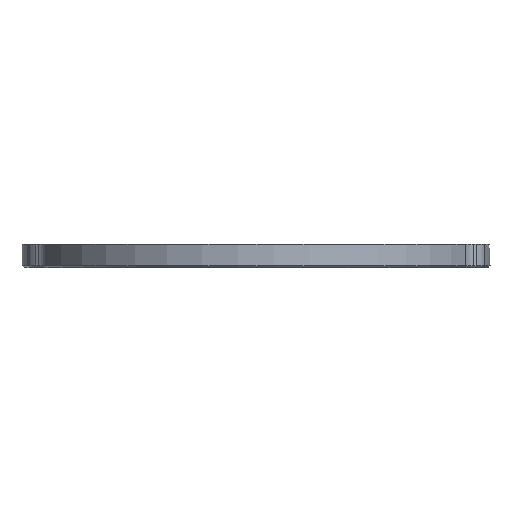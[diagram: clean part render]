
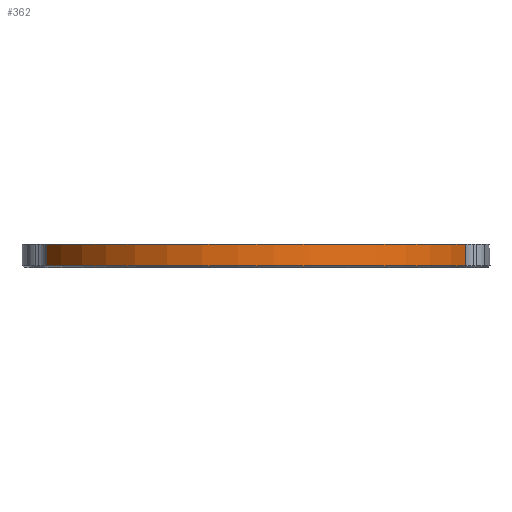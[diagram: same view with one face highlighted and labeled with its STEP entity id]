
A CAD part, front view. The second image highlights one B-rep face of the part: STEP entity #362.
In plain terms, the highlighted cylindrical face has radius 57.15 mm (diameter 114.3 mm), a partial arc.
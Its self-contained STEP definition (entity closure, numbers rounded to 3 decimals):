
#27 = VERTEX_POINT ( 'NONE', #1271 ) ;
#62 = VERTEX_POINT ( 'NONE', #85 ) ;
#63 = AXIS2_PLACEMENT_3D ( 'NONE', #679, #443, #1505 ) ;
#85 = CARTESIAN_POINT ( 'NONE',  ( 53.872, -19.077, 0.5 ) ) ;
#112 = CARTESIAN_POINT ( 'NONE',  ( -53.872, -19.077, 6. ) ) ;
#146 = VERTEX_POINT ( 'NONE', #609 ) ;
#156 = DIRECTION ( 'NONE',  ( 0., 0., -1. ) ) ;
#266 = DIRECTION ( 'NONE',  ( 1., 0., 0. ) ) ;
#292 = ORIENTED_EDGE ( 'NONE', *, *, #1222, .F. ) ;
#362 = ADVANCED_FACE ( 'NONE', ( #650 ), #1564, .T. ) ;
#400 = AXIS2_PLACEMENT_3D ( 'NONE', #1233, #1351, #266 ) ;
#417 = EDGE_CURVE ( 'NONE', #62, #146, #1027, .T. ) ;
#435 = VECTOR ( 'NONE', #1285, 1000. ) ;
#443 = DIRECTION ( 'NONE',  ( 0., 0., 1. ) ) ;
#520 = CIRCLE ( 'NONE', #63, 57.15 ) ;
#562 = CARTESIAN_POINT ( 'NONE',  ( -53.872, -19.077, 0.5 ) ) ;
#609 = CARTESIAN_POINT ( 'NONE',  ( 53.872, -19.077, 6. ) ) ;
#650 = FACE_OUTER_BOUND ( 'NONE', #1266, .T. ) ;
#667 = LINE ( 'NONE', #112, #435 ) ;
#679 = CARTESIAN_POINT ( 'NONE',  ( 0., 0., 0.5 ) ) ;
#694 = CIRCLE ( 'NONE', #400, 57.15 ) ;
#754 = ORIENTED_EDGE ( 'NONE', *, *, #1410, .T. ) ;
#772 = VERTEX_POINT ( 'NONE', #562 ) ;
#879 = DIRECTION ( 'NONE',  ( 0., 0., 1. ) ) ;
#975 = CARTESIAN_POINT ( 'NONE',  ( 0., 0., 6. ) ) ;
#988 = DIRECTION ( 'NONE',  ( -1., 0., 0. ) ) ;
#1027 = LINE ( 'NONE', #1115, #1120 ) ;
#1077 = ORIENTED_EDGE ( 'NONE', *, *, #1475, .T. ) ;
#1115 = CARTESIAN_POINT ( 'NONE',  ( 53.872, -19.077, 6. ) ) ;
#1120 = VECTOR ( 'NONE', #879, 1000. ) ;
#1222 = EDGE_CURVE ( 'NONE', #27, #146, #694, .T. ) ;
#1233 = CARTESIAN_POINT ( 'NONE',  ( 0., 0., 6. ) ) ;
#1266 = EDGE_LOOP ( 'NONE', ( #1077, #754, #1357, #292 ) ) ;
#1271 = CARTESIAN_POINT ( 'NONE',  ( -53.872, -19.077, 6. ) ) ;
#1285 = DIRECTION ( 'NONE',  ( 0., 0., -1. ) ) ;
#1351 = DIRECTION ( 'NONE',  ( 0., 0., 1. ) ) ;
#1357 = ORIENTED_EDGE ( 'NONE', *, *, #417, .T. ) ;
#1410 = EDGE_CURVE ( 'NONE', #772, #62, #520, .T. ) ;
#1475 = EDGE_CURVE ( 'NONE', #27, #772, #667, .T. ) ;
#1479 = AXIS2_PLACEMENT_3D ( 'NONE', #975, #156, #988 ) ;
#1505 = DIRECTION ( 'NONE',  ( 1., 0., 0. ) ) ;
#1564 = CYLINDRICAL_SURFACE ( 'NONE', #1479, 57.15 ) ;
